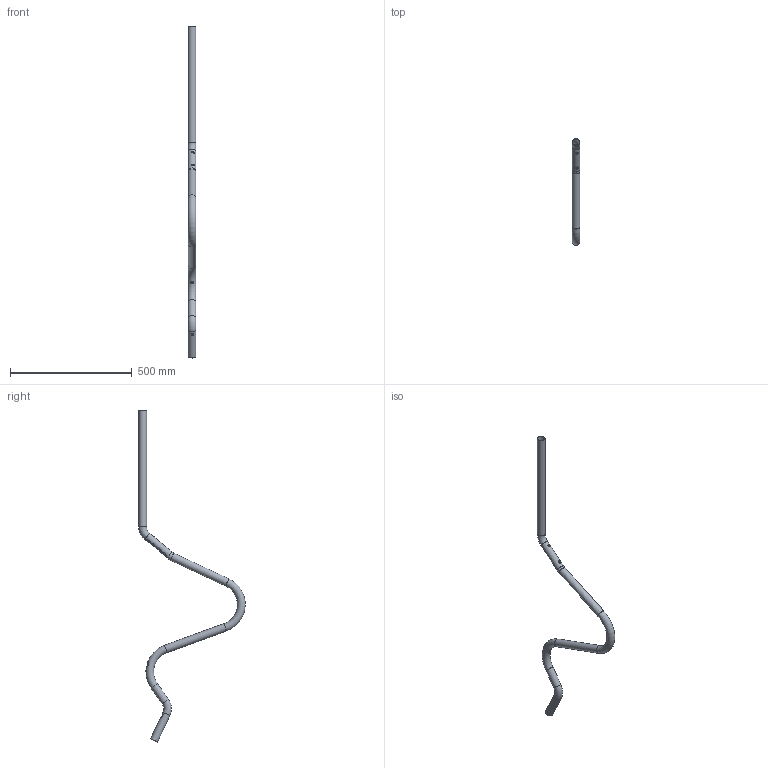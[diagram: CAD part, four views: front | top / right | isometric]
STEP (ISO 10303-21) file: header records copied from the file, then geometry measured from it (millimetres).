
FILE_DESCRIPTION(/* description */ (''),/* implementation_level */ '2;1');
FILE_NAME(/* name */ '00151653.stp',/* time_stamp */ '2024-02-22T09:08:24+01:00',/* author */ ('m_sie'),/* organization */ (''),/* preprocessor_version */ 'ST-DEVELOPER v16.1',/* originating_system */ 'Autodesk Inventor 2016',/* authorisation */ '');
FILE_SCHEMA (('AUTOMOTIVE_DESIGN { 1 0 10303 214 3 1 1 }'));
Length unit declared in the file: millimetre
Products named in the file (1): 00151653
Bounding box: 32 x 436.85 x 1363.82 mm (x, y, z)
Volume: 246230.1 mm3; surface area: 352454.6 mm2
Topology: 1 solids, 1 shells, 111 faces, 324 edges, 205 vertices
Faces by surface type: bspline 52, cylinder 28, cone 17, torus 10, plane 4
Full cylindrical faces by diameter (mm): 10.5 x8, 29.2 x6, 32 x6
Entity records: 10337 total; most frequent: CARTESIAN_POINT 8111, ORIENTED_EDGE 508, DIRECTION 334, EDGE_CURVE 254, VERTEX_POINT 179, EDGE_LOOP 163, AXIS2_PLACEMENT_3D 161, B_SPLINE_CURVE_WITH_KNOTS 141
